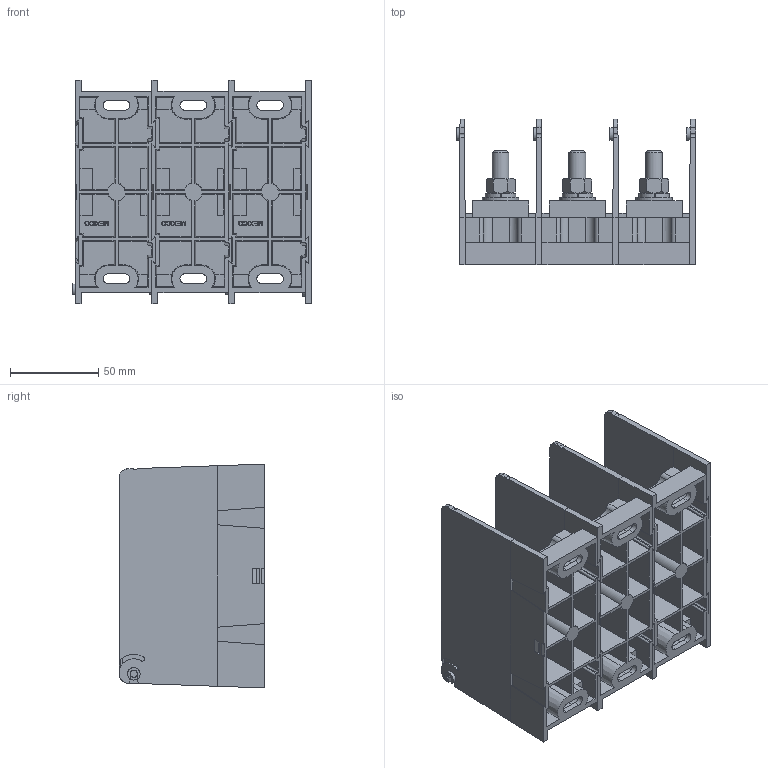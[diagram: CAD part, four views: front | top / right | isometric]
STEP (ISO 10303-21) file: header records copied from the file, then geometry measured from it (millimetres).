
FILE_DESCRIPTION (( 'STEP AP214' ), '1' );
FILE_NAME ('701972rev-3P.STEP', '2013-12-11T17:40:56', ( '' ), ( '' ), 'SwSTEP 2.0', 'SolidWorks 2013', '' );
FILE_SCHEMA (( 'AUTOMOTIVE_DESIGN' ));
Length unit declared in the file: inch
Products named in the file (1): 701972rev-3P
Bounding box: 135.72 x 82.55 x 127.01 mm (x, y, z)
Volume: 308725.5 mm3; surface area: 219622.2 mm2
Topology: 34 solids, 34 shells, 1284 faces, 3276 edges, 2129 vertices
Faces by surface type: plane 793, cylinder 269, cone 126, bspline 84, torus 9, sphere 3
Full cylindrical faces by diameter (mm): 4.064 x1, 4.928 x3, 6.909 x3, 7.112 x1, 9.525 x12, 9.576 x12, 10.312 x6, 10.795 x3, 14.097 x6, 20.625 x6
Entity records: 64826 total; most frequent: CARTESIAN_POINT 18312, ORIENTED_EDGE 6346, DIRECTION 5453, EDGE_CURVE 3173, VERTEX_POINT 2112, LINE 2087, VECTOR 2087, AXIS2_PLACEMENT_3D 1683
